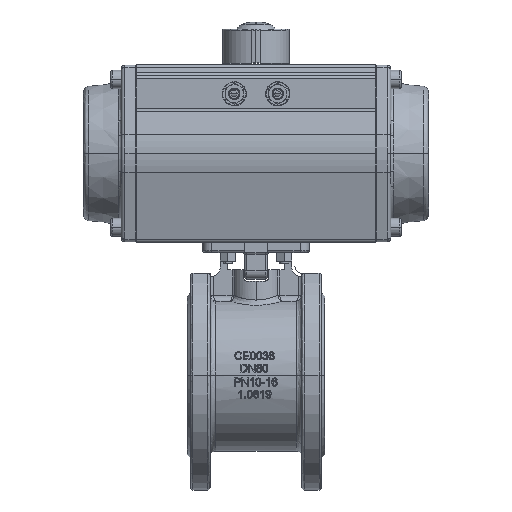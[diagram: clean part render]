
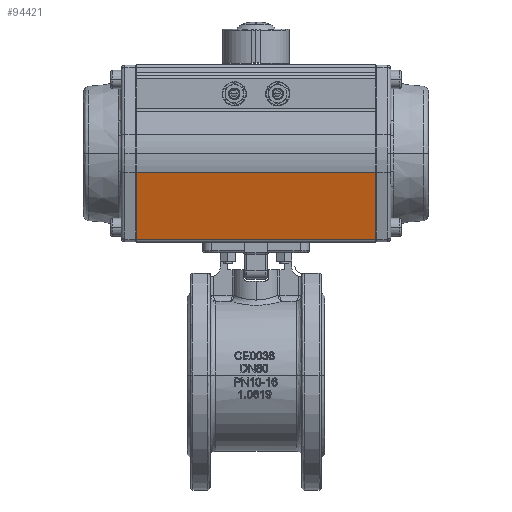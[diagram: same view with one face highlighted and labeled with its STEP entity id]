
A CAD part, top view. The second image highlights one B-rep face of the part: STEP entity #94421.
In plain terms, the highlighted planar face has unit normal (0, 0.246, -0.969).
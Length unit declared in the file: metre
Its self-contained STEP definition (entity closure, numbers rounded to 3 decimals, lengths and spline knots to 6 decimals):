
#473 = DIRECTION ( 'NONE',  ( -1., 0., 0. ) ) ;
#3285 = VECTOR ( 'NONE', #5132, 1. ) ;
#3597 = EDGE_CURVE ( 'NONE', #73589, #19564, #73024, .T. ) ;
#4843 = DIRECTION ( 'NONE',  ( 0., -0.969, -0.246 ) ) ;
#5132 = DIRECTION ( 'NONE',  ( 0., -0.969, -0.246 ) ) ;
#5908 = FACE_OUTER_BOUND ( 'NONE', #45739, .T. ) ;
#6961 = AXIS2_PLACEMENT_3D ( 'NONE', #55643, #102702, #4843 ) ;
#15941 = ORIENTED_EDGE ( 'NONE', *, *, #3597, .T. ) ;
#19564 = VERTEX_POINT ( 'NONE', #59989 ) ;
#20153 = LINE ( 'NONE', #21196, #3285 ) ;
#21196 = CARTESIAN_POINT ( 'NONE',  ( 0.097321, 0.113996, 0.266574 ) ) ;
#23004 = CARTESIAN_POINT ( 'NONE',  ( 0.097321, 0.113996, 0.266574 ) ) ;
#24434 = CARTESIAN_POINT ( 'NONE',  ( -0.111679, 0.113996, 0.266574 ) ) ;
#26193 = VECTOR ( 'NONE', #473, 1. ) ;
#31520 = LINE ( 'NONE', #23004, #26193 ) ;
#44704 = VECTOR ( 'NONE', #97607, 1. ) ;
#45739 = EDGE_LOOP ( 'NONE', ( #58008, #102729, #15941, #67282 ) ) ;
#54049 = CARTESIAN_POINT ( 'NONE',  ( -0.111679, 0.172658, 0.281433 ) ) ;
#54681 = CARTESIAN_POINT ( 'NONE',  ( 0.097321, 0.113996, 0.266574 ) ) ;
#55643 = CARTESIAN_POINT ( 'NONE',  ( 0.097321, 0.113996, 0.266574 ) ) ;
#57040 = DIRECTION ( 'NONE',  ( 0., 0.969, 0.246 ) ) ;
#57865 = VERTEX_POINT ( 'NONE', #92647 ) ;
#58008 = ORIENTED_EDGE ( 'NONE', *, *, #99337, .T. ) ;
#59989 = CARTESIAN_POINT ( 'NONE',  ( 0.097321, 0.172658, 0.281433 ) ) ;
#65001 = CARTESIAN_POINT ( 'NONE',  ( 0.097321, 0.172658, 0.281433 ) ) ;
#67282 = ORIENTED_EDGE ( 'NONE', *, *, #92436, .T. ) ;
#73024 = LINE ( 'NONE', #65001, #44704 ) ;
#73589 = VERTEX_POINT ( 'NONE', #54049 ) ;
#92436 = EDGE_CURVE ( 'NONE', #19564, #100282, #20153, .T. ) ;
#92647 = CARTESIAN_POINT ( 'NONE',  ( -0.111679, 0.113996, 0.266574 ) ) ;
#94421 = ADVANCED_FACE ( 'NONE', ( #5908 ), #96265, .T. ) ;
#96265 = PLANE ( 'NONE',  #6961 ) ;
#97607 = DIRECTION ( 'NONE',  ( 1., 0., 0. ) ) ;
#99337 = EDGE_CURVE ( 'NONE', #100282, #57865, #31520, .T. ) ;
#100282 = VERTEX_POINT ( 'NONE', #54681 ) ;
#100774 = EDGE_CURVE ( 'NONE', #57865, #73589, #103063, .T. ) ;
#102702 = DIRECTION ( 'NONE',  ( 0., 0.246, -0.969 ) ) ;
#102729 = ORIENTED_EDGE ( 'NONE', *, *, #100774, .T. ) ;
#103063 = LINE ( 'NONE', #24434, #104858 ) ;
#104858 = VECTOR ( 'NONE', #57040, 1. ) ;
